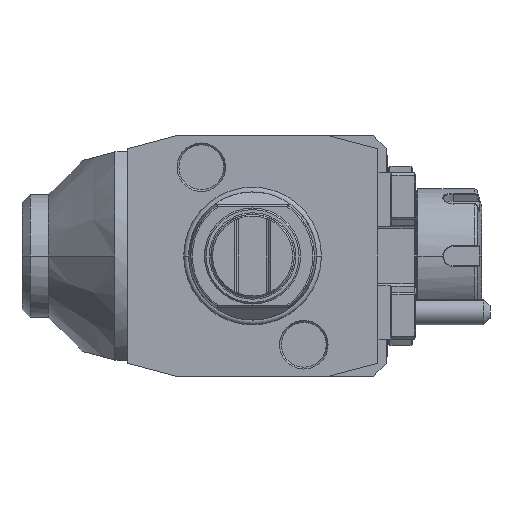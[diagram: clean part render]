
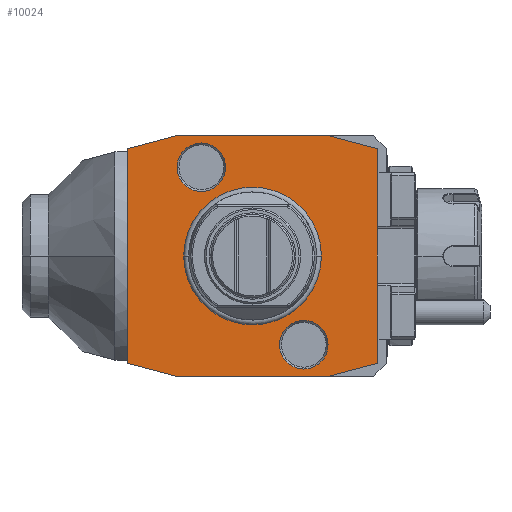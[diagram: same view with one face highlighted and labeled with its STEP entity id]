
A CAD part, front view. The second image highlights one B-rep face of the part: STEP entity #10024.
In plain terms, the highlighted planar face has unit normal (0, -1, 0).
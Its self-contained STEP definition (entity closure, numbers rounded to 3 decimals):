
#1=DIRECTION('',(0.966,0.,-0.259));
#2=VECTOR('',#1,15.529);
#3=CARTESIAN_POINT('',(-39.,0.,-33.481));
#4=LINE('',#3,#2);
#5=DIRECTION('',(0.,0.,-1.));
#6=VECTOR('',#5,66.962);
#7=CARTESIAN_POINT('',(-39.,0.,33.481));
#8=LINE('',#7,#6);
#9=DIRECTION('',(-0.966,0.,-0.259));
#10=VECTOR('',#9,15.529);
#11=CARTESIAN_POINT('',(-24.,0.,37.5));
#12=LINE('',#11,#10);
#13=DIRECTION('',(-1.,0.,0.));
#14=VECTOR('',#13,48.);
#15=CARTESIAN_POINT('',(24.,0.,37.5));
#16=LINE('',#15,#14);
#17=DIRECTION('',(-0.966,0.,0.259));
#18=VECTOR('',#17,15.529);
#19=CARTESIAN_POINT('',(39.,0.,33.481));
#20=LINE('',#19,#18);
#21=DIRECTION('',(0.,0.,1.));
#22=VECTOR('',#21,66.962);
#23=CARTESIAN_POINT('',(39.,0.,-33.481));
#24=LINE('',#23,#22);
#25=DIRECTION('',(0.966,0.,0.259));
#26=VECTOR('',#25,15.529);
#27=CARTESIAN_POINT('',(24.,0.,-37.5));
#28=LINE('',#27,#26);
#29=DIRECTION('',(1.,0.,0.));
#30=VECTOR('',#29,48.);
#31=CARTESIAN_POINT('',(-24.,0.,-37.5));
#32=LINE('',#31,#30);
#33=CARTESIAN_POINT('',(-16.,0.,27.713));
#34=DIRECTION('',(0.,1.,0.));
#35=DIRECTION('',(1.,0.,0.));
#36=AXIS2_PLACEMENT_3D('',#33,#34,#35);
#38=CARTESIAN_POINT('',(-16.,0.,27.713));
#39=DIRECTION('',(0.,1.,0.));
#40=DIRECTION('',(-1.,0.,0.));
#41=AXIS2_PLACEMENT_3D('',#38,#39,#40);
#43=CARTESIAN_POINT('',(16.,0.,-27.713));
#44=DIRECTION('',(0.,1.,0.));
#45=DIRECTION('',(1.,0.,0.));
#46=AXIS2_PLACEMENT_3D('',#43,#44,#45);
#48=CARTESIAN_POINT('',(16.,0.,-27.713));
#49=DIRECTION('',(0.,1.,0.));
#50=DIRECTION('',(-1.,0.,0.));
#51=AXIS2_PLACEMENT_3D('',#48,#49,#50);
#5730=CARTESIAN_POINT('',(0.,0.,0.));
#5731=DIRECTION('',(0.,-1.,0.));
#5732=DIRECTION('',(1.,0.,0.));
#5733=AXIS2_PLACEMENT_3D('',#5730,#5731,#5732);
#5735=CARTESIAN_POINT('',(0.,0.,0.));
#5736=DIRECTION('',(0.,-1.,0.));
#5737=DIRECTION('',(-1.,0.,0.));
#5738=AXIS2_PLACEMENT_3D('',#5735,#5736,#5737);
#8906=CARTESIAN_POINT('',(-8.423,0.,
27.713));
#8907=CARTESIAN_POINT('',(-23.577,0.,
27.713));
#8908=VERTEX_POINT('',#8906);
#8909=VERTEX_POINT('',#8907);
#9038=CARTESIAN_POINT('',(23.577,0.,
-27.713));
#9039=CARTESIAN_POINT('',(8.423,0.,
-27.713));
#9040=VERTEX_POINT('',#9038);
#9041=VERTEX_POINT('',#9039);
#9775=CARTESIAN_POINT('',(-39.,0.,-33.481));
#9776=CARTESIAN_POINT('',(-24.,0.,-37.5));
#9777=VERTEX_POINT('',#9775);
#9778=VERTEX_POINT('',#9776);
#9779=CARTESIAN_POINT('',(24.,0.,-37.5));
#9780=VERTEX_POINT('',#9779);
#9781=CARTESIAN_POINT('',(39.,0.,-33.481));
#9782=VERTEX_POINT('',#9781);
#9783=CARTESIAN_POINT('',(39.,0.,33.481));
#9784=VERTEX_POINT('',#9783);
#9785=CARTESIAN_POINT('',(24.,0.,37.5));
#9786=VERTEX_POINT('',#9785);
#9787=CARTESIAN_POINT('',(-24.,0.,37.5));
#9788=VERTEX_POINT('',#9787);
#9789=CARTESIAN_POINT('',(-39.,0.,33.481));
#9790=VERTEX_POINT('',#9789);
#9822=CARTESIAN_POINT('',(21.137,0.,0.));
#9823=CARTESIAN_POINT('',(-21.137,0.,0.));
#9824=VERTEX_POINT('',#9822);
#9825=VERTEX_POINT('',#9823);
#9983=CARTESIAN_POINT('',(0.,0.,0.));
#9984=DIRECTION('',(0.,-1.,0.));
#9985=DIRECTION('',(-1.,0.,0.));
#9986=AXIS2_PLACEMENT_3D('',#9983,#9984,#9985);
#9987=PLANE('',#9986);
#9989=ORIENTED_EDGE('',*,*,#9988,.F.);
#9991=ORIENTED_EDGE('',*,*,#9990,.F.);
#9993=ORIENTED_EDGE('',*,*,#9992,.F.);
#9995=ORIENTED_EDGE('',*,*,#9994,.F.);
#9997=ORIENTED_EDGE('',*,*,#9996,.F.);
#9999=ORIENTED_EDGE('',*,*,#9998,.F.);
#10001=ORIENTED_EDGE('',*,*,#10000,.F.);
#10003=ORIENTED_EDGE('',*,*,#10002,.F.);
#10004=EDGE_LOOP('',(#9989,#9991,#9993,#9995,#9997,#9999,#10001,#10003));
#10005=FACE_OUTER_BOUND('',#10004,.F.);
#10007=ORIENTED_EDGE('',*,*,#10006,.T.);
#10009=ORIENTED_EDGE('',*,*,#10008,.T.);
#10010=EDGE_LOOP('',(#10007,#10009));
#10011=FACE_BOUND('',#10010,.F.);
#10013=ORIENTED_EDGE('',*,*,#10012,.F.);
#10015=ORIENTED_EDGE('',*,*,#10014,.F.);
#10016=EDGE_LOOP('',(#10013,#10015));
#10017=FACE_BOUND('',#10016,.F.);
#10019=ORIENTED_EDGE('',*,*,#10018,.F.);
#10021=ORIENTED_EDGE('',*,*,#10020,.F.);
#10022=EDGE_LOOP('',(#10019,#10021));
#10023=FACE_BOUND('',#10022,.F.);
#37=CIRCLE('',#36,7.577);
#42=CIRCLE('',#41,7.577);
#47=CIRCLE('',#46,7.577);
#52=CIRCLE('',#51,7.577);
#5734=CIRCLE('',#5733,21.137);
#5739=CIRCLE('',#5738,21.137);
#9988=EDGE_CURVE('',#9777,#9778,#4,.T.);
#9990=EDGE_CURVE('',#9790,#9777,#8,.T.);
#9992=EDGE_CURVE('',#9788,#9790,#12,.T.);
#9994=EDGE_CURVE('',#9786,#9788,#16,.T.);
#9996=EDGE_CURVE('',#9784,#9786,#20,.T.);
#9998=EDGE_CURVE('',#9782,#9784,#24,.T.);
#10000=EDGE_CURVE('',#9780,#9782,#28,.T.);
#10002=EDGE_CURVE('',#9778,#9780,#32,.T.);
#10006=EDGE_CURVE('',#9824,#9825,#5734,.T.);
#10008=EDGE_CURVE('',#9825,#9824,#5739,.T.);
#10012=EDGE_CURVE('',#8908,#8909,#37,.T.);
#10014=EDGE_CURVE('',#8909,#8908,#42,.T.);
#10018=EDGE_CURVE('',#9040,#9041,#47,.T.);
#10020=EDGE_CURVE('',#9041,#9040,#52,.T.);
#10024=ADVANCED_FACE('',(#10005,#10011,#10017,#10023),#9987,.T.);
